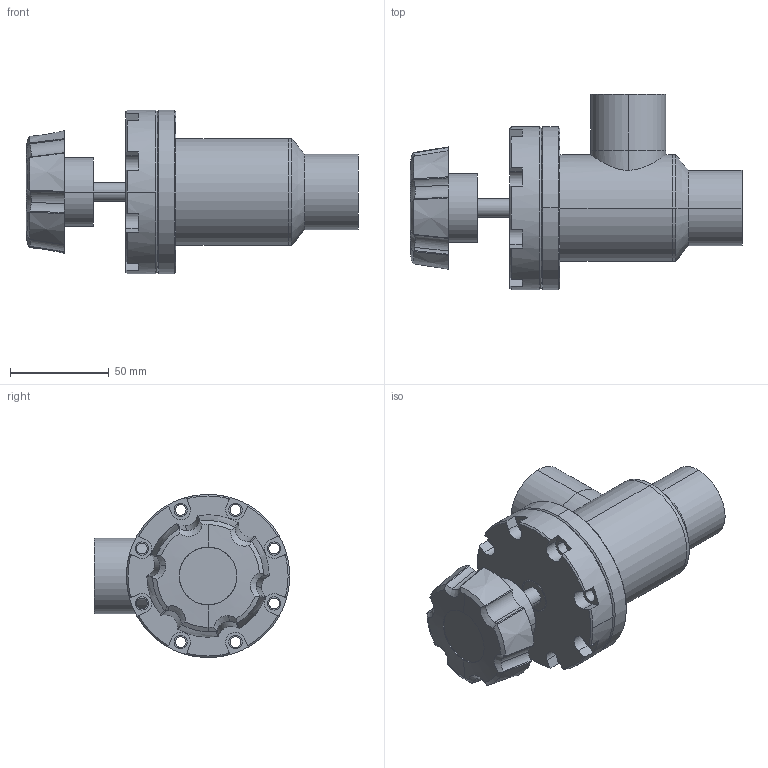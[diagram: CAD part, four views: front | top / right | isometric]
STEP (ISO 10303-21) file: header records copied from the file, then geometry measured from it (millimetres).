
FILE_DESCRIPTION (( 'STEP AP214' ), '1' );
FILE_NAME ('MA-150-H_MANUAL_ANGLE_VALVE.STEP', '2020-05-14T03:16:53', ( 'admin' ), ( 'Microsoft' ), 'SwSTEP 2.0', 'SolidWorks 2016', '' );
FILE_SCHEMA (( 'AUTOMOTIVE_DESIGN' ));
Length unit declared in the file: inch
Products named in the file (1): MA-150-H_MANUAL_ANGLE_VALVE
Bounding box: 167.99 x 98.81 x 82.55 mm (x, y, z)
Volume: 170924.1 mm3; surface area: 95863.8 mm2
Topology: 10 solids, 10 shells, 334 faces, 880 edges, 581 vertices
Faces by surface type: cylinder 143, plane 97, cone 77, bspline 16, sphere 1
Entity records: 12224 total; most frequent: CARTESIAN_POINT 3857, ORIENTED_EDGE 1760, DIRECTION 1665, EDGE_CURVE 880, AXIS2_PLACEMENT_3D 675, VERTEX_POINT 581, EDGE_LOOP 399, CIRCLE 356
